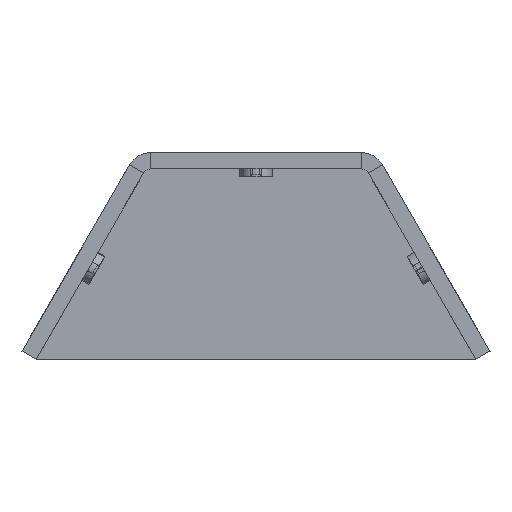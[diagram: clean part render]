
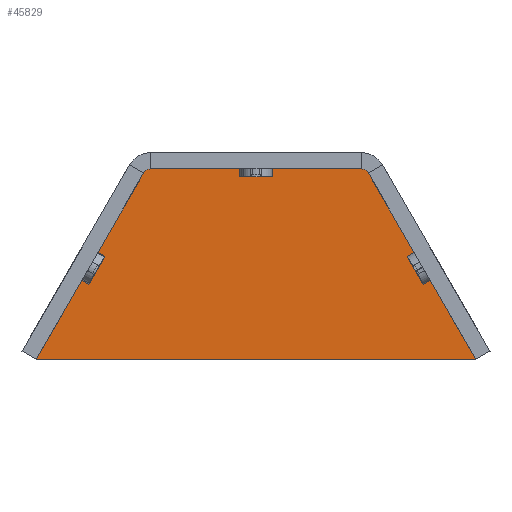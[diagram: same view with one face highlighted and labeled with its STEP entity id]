
A CAD part, front view. The second image highlights one B-rep face of the part: STEP entity #45829.
In plain terms, the highlighted face is planar.
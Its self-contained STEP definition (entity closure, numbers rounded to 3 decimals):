
#1420 = ORIENTED_EDGE ( 'NONE', *, *, #45009, .T. ) ;
#1810 = AXIS2_PLACEMENT_3D ( 'NONE', #48926, #2507, #17413 ) ;
#2224 = CARTESIAN_POINT ( 'NONE',  ( -58.89, 0., 0. ) ) ;
#2507 = DIRECTION ( 'NONE',  ( 0., 1., 0. ) ) ;
#3649 = EDGE_CURVE ( 'NONE', #35670, #5693, #11396, .T. ) ;
#4456 = DIRECTION ( 'NONE',  ( 0., 0., 1. ) ) ;
#4901 = ORIENTED_EDGE ( 'NONE', *, *, #7397, .T. ) ;
#5658 = VERTEX_POINT ( 'NONE', #11962 ) ;
#5693 = VERTEX_POINT ( 'NONE', #12210 ) ;
#7278 = DIRECTION ( 'NONE',  ( -0.5, 0., -0.866 ) ) ;
#7397 = EDGE_CURVE ( 'NONE', #5693, #25074, #14585, .T. ) ;
#7934 = CARTESIAN_POINT ( 'NONE',  ( -13.567, 0., 23.499 ) ) ;
#8297 = ORIENTED_EDGE ( 'NONE', *, *, #28448, .T. ) ;
#8953 = EDGE_CURVE ( 'NONE', #5658, #32501, #47163, .T. ) ;
#9351 = FACE_OUTER_BOUND ( 'NONE', #22725, .T. ) ;
#9937 = LINE ( 'NONE', #25324, #35061 ) ;
#10136 = CARTESIAN_POINT ( 'NONE',  ( 54.27, 0., 0. ) ) ;
#10987 = LINE ( 'NONE', #7934, #48058 ) ;
#11322 = VERTEX_POINT ( 'NONE', #33538 ) ;
#11396 = CIRCLE ( 'NONE', #45208, 6. ) ;
#11713 = CARTESIAN_POINT ( 'NONE',  ( 57.735, 0., -2.001 ) ) ;
#11962 = CARTESIAN_POINT ( 'NONE',  ( -31.177, 0., -48. ) ) ;
#12210 = CARTESIAN_POINT ( 'NONE',  ( 25.981, 0., -51. ) ) ;
#13629 = PLANE ( 'NONE',  #1810 ) ;
#13925 = CARTESIAN_POINT ( 'NONE',  ( 58.89, 0., 0. ) ) ;
#14585 = LINE ( 'NONE', #15074, #44633 ) ;
#14869 = LINE ( 'NONE', #13925, #34644 ) ;
#14907 = CARTESIAN_POINT ( 'NONE',  ( -25.981, 0., -45. ) ) ;
#15074 = CARTESIAN_POINT ( 'NONE',  ( 29.445, 0., -51. ) ) ;
#17413 = DIRECTION ( 'NONE',  ( 0., 0., 1. ) ) ;
#17421 = VECTOR ( 'NONE', #37307, 1000. ) ;
#17532 = DIRECTION ( 'NONE',  ( 0., 0., 1. ) ) ;
#21312 = CARTESIAN_POINT ( 'NONE',  ( 25.981, 0., -45. ) ) ;
#22725 = EDGE_LOOP ( 'NONE', ( #29241, #40579, #44922, #8297, #1420, #41228, #4901, #27094 ) ) ;
#23219 = EDGE_CURVE ( 'NONE', #11322, #39294, #49142, .T. ) ;
#23315 = DIRECTION ( 'NONE',  ( 0.866, 0., 0.5 ) ) ;
#23525 = EDGE_CURVE ( 'NONE', #32501, #11322, #10987, .T. ) ;
#25074 = VERTEX_POINT ( 'NONE', #35023 ) ;
#25324 = CARTESIAN_POINT ( 'NONE',  ( 13.567, 0., 23.499 ) ) ;
#26688 = CARTESIAN_POINT ( 'NONE',  ( 31.177, 0., -48. ) ) ;
#27094 = ORIENTED_EDGE ( 'NONE', *, *, #28729, .T. ) ;
#28256 = CARTESIAN_POINT ( 'NONE',  ( -29.445, 0., -51. ) ) ;
#28448 = EDGE_CURVE ( 'NONE', #39294, #30576, #9937, .T. ) ;
#28508 = CARTESIAN_POINT ( 'NONE',  ( -57.735, 0., -2.001 ) ) ;
#28729 = EDGE_CURVE ( 'NONE', #25074, #5658, #47974, .T. ) ;
#29241 = ORIENTED_EDGE ( 'NONE', *, *, #8953, .T. ) ;
#29977 = DIRECTION ( 'NONE',  ( -1., 0., 0. ) ) ;
#30576 = VERTEX_POINT ( 'NONE', #11713 ) ;
#32501 = VERTEX_POINT ( 'NONE', #28508 ) ;
#33538 = CARTESIAN_POINT ( 'NONE',  ( -54.27, 0., 0. ) ) ;
#34301 = AXIS2_PLACEMENT_3D ( 'NONE', #14907, #49455, #4456 ) ;
#34644 = VECTOR ( 'NONE', #7278, 1000. ) ;
#35023 = CARTESIAN_POINT ( 'NONE',  ( -25.981, 0., -51. ) ) ;
#35061 = VECTOR ( 'NONE', #40692, 1000. ) ;
#35670 = VERTEX_POINT ( 'NONE', #26688 ) ;
#37307 = DIRECTION ( 'NONE',  ( 1., 0., 0. ) ) ;
#39294 = VERTEX_POINT ( 'NONE', #10136 ) ;
#39353 = DIRECTION ( 'NONE',  ( -0.5, 0., 0.866 ) ) ;
#40475 = DIRECTION ( 'NONE',  ( 0., 1., 0. ) ) ;
#40579 = ORIENTED_EDGE ( 'NONE', *, *, #23525, .T. ) ;
#40692 = DIRECTION ( 'NONE',  ( 0.866, 0., -0.5 ) ) ;
#41228 = ORIENTED_EDGE ( 'NONE', *, *, #3649, .T. ) ;
#44633 = VECTOR ( 'NONE', #29977, 1000. ) ;
#44922 = ORIENTED_EDGE ( 'NONE', *, *, #23219, .T. ) ;
#45009 = EDGE_CURVE ( 'NONE', #30576, #35670, #14869, .T. ) ;
#45208 = AXIS2_PLACEMENT_3D ( 'NONE', #21312, #40475, #17532 ) ;
#45829 = ADVANCED_FACE ( 'NONE', ( #9351 ), #13629, .T. ) ;
#47000 = VECTOR ( 'NONE', #39353, 1000. ) ;
#47163 = LINE ( 'NONE', #28256, #47000 ) ;
#47974 = CIRCLE ( 'NONE', #34301, 6. ) ;
#48058 = VECTOR ( 'NONE', #23315, 1000. ) ;
#48926 = CARTESIAN_POINT ( 'NONE',  ( 0., 0., 0. ) ) ;
#49142 = LINE ( 'NONE', #2224, #17421 ) ;
#49455 = DIRECTION ( 'NONE',  ( 0., 1., 0. ) ) ;
